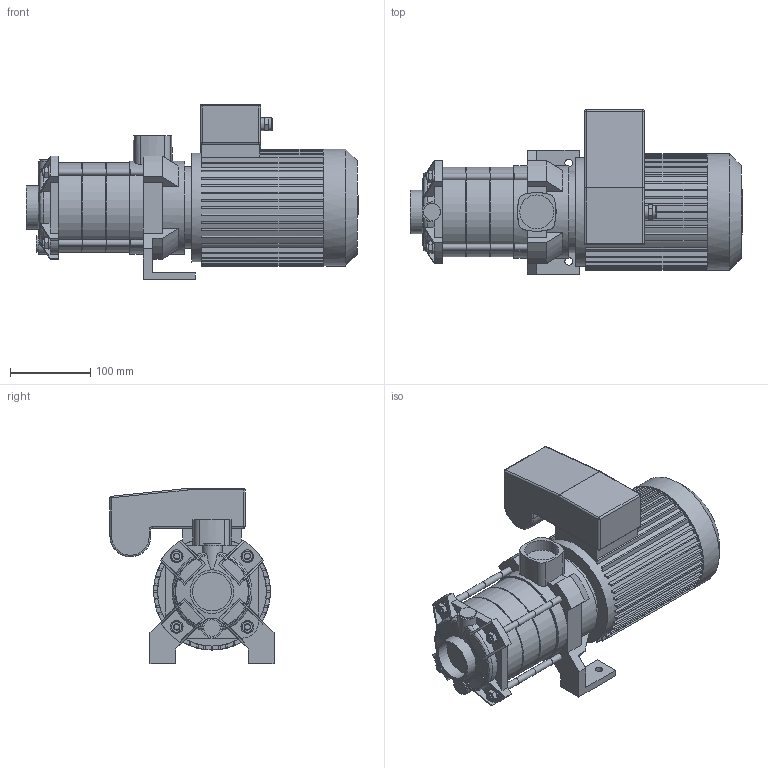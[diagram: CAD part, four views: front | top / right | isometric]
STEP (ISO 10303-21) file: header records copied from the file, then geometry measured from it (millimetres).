
FILE_DESCRIPTION(/* description */ (''),/* implementation_level */ '2;1');
FILE_NAME(/* name */ '3d_MEDANACH1-LC.1003-5_E_A_10T-4233384.stp',/* time_stamp */ '2020-11-04T13:30:29+01:00',/* author */ ('Andrzej'),/* organization */ (''),/* preprocessor_version */ 'ST-DEVELOPER v16.13',/* originating_system */ 'AutoCAD Mechanical',/* authorisation */ '');
FILE_SCHEMA (('AUTOMOTIVE_DESIGN { 1 0 10303 214 3 1 1 }'));
Length unit declared in the file: millimetre
Products named in the file (1): Product
Bounding box: 414.85 x 205 x 219 mm (x, y, z)
Volume: 6139997.5 mm3; surface area: 502926.6 mm2
Topology: 32 solids, 32 shells, 644 faces, 1586 edges, 1017 vertices
Faces by surface type: plane 379, cylinder 144, cone 60, bspline 28, torus 25, sphere 8
Full cylindrical faces by diameter (mm): 8 x20, 9.5 x2, 16 x6, 21 x2, 25 x1, 42.4 x1, 48.3 x1, 54.3 x1, 102.2 x1, 110 x3, 112 x3, 116 x2, 136 x1, 146 x1
Entity records: 19221 total; most frequent: CARTESIAN_POINT 4522, ORIENTED_EDGE 3038, DIRECTION 3007, EDGE_CURVE 1519, AXIS2_PLACEMENT_3D 1114, VERTEX_POINT 1007, LINE 779, VECTOR 779
